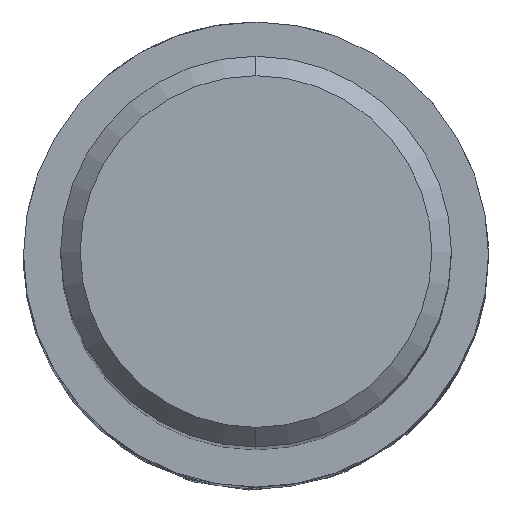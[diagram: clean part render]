
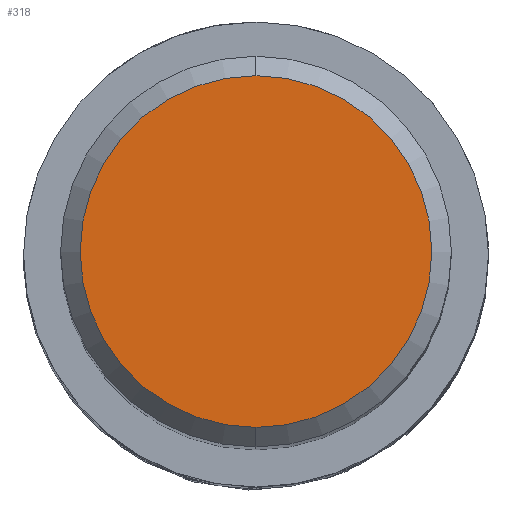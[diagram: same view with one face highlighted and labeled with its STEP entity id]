
A CAD part, top view. The second image highlights one B-rep face of the part: STEP entity #318.
In plain terms, the highlighted planar face has unit normal (0, 0, 1).
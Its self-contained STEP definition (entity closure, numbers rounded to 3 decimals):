
#318=ADVANCED_FACE('',(#856),#857,.T.);
#320=VERTEX_POINT('',#859);
#380=EDGE_CURVE('',#504,#320,#928,.T.);
#504=VERTEX_POINT('',#1061);
#668=EDGE_CURVE('',#320,#504,#1239,.T.);
#856=FACE_OUTER_BOUND('',#1959,.T.);
#857=PLANE('',#1960);
#859=CARTESIAN_POINT('',(0.,-4.5,0.0));
#928=CIRCLE('',#2702,4.5);
#1061=CARTESIAN_POINT('',(0.0,4.5,0.0));
#1239=CIRCLE('',#4640,4.5);
#1959=EDGE_LOOP('',(#5156,#5157));
#1960=AXIS2_PLACEMENT_3D('',#5158,#5159,#5160);
#2702=AXIS2_PLACEMENT_3D('',#5257,#5258,#5259);
#4640=AXIS2_PLACEMENT_3D('',#5553,#5554,#5555);
#5156=ORIENTED_EDGE('',*,*,#380,.F.);
#5157=ORIENTED_EDGE('',*,*,#668,.F.);
#5158=CARTESIAN_POINT('',(0.0,2.25,0.0));
#5159=DIRECTION('',(-0.0,0.0,1.0));
#5160=DIRECTION('',(0.0,-1.0,0.0));
#5257=CARTESIAN_POINT('',(0.0,0.0,0.0));
#5258=DIRECTION('',(0.0,0.0,-1.0));
#5259=DIRECTION('',(0.0,1.0,0.0));
#5553=CARTESIAN_POINT('',(0.0,0.0,0.0));
#5554=DIRECTION('',(0.0,0.0,-1.0));
#5555=DIRECTION('',(0.0,1.0,0.0));
